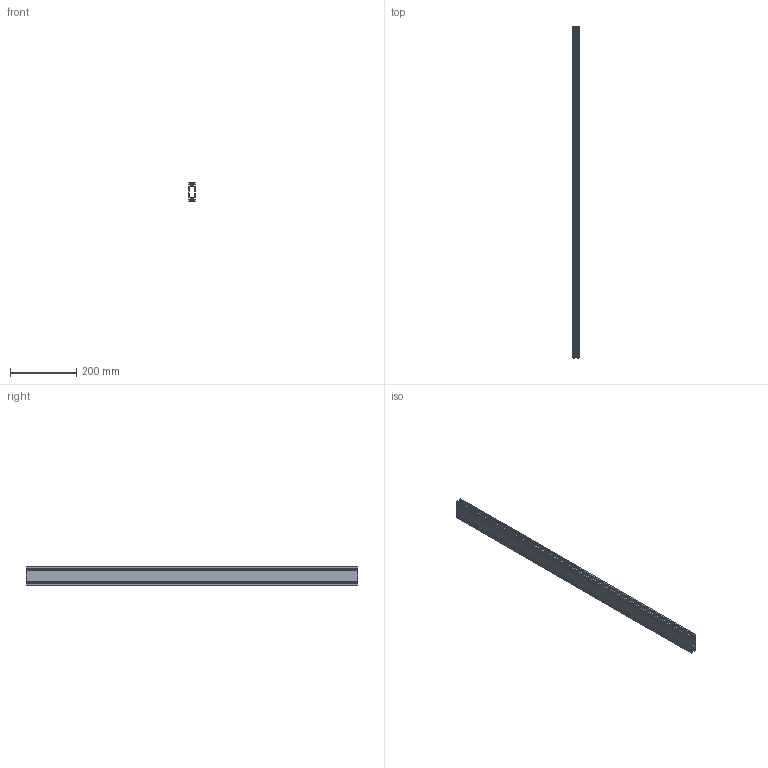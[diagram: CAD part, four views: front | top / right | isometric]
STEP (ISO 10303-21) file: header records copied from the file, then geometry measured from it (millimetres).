
FILE_DESCRIPTION(('STEP AP203'),'1');
FILE_NAME('BASE06B0009.stp','2023-10-13T06:51:15',(' '),(' '),'Spatial InterOp 3D',' ',' ');
FILE_SCHEMA(('CONFIG_CONTROL_DESIGN'));
Length unit declared in the file: millimetre
Products named in the file (1): Profilé 6 60x20
Bounding box: 20 x 1000 x 60 mm (x, y, z)
Volume: 364097.5 mm3; surface area: 401966.7 mm2
Topology: 1 solids, 1 shells, 270 faces, 804 edges, 536 vertices
Faces by surface type: plane 138, cylinder 132
Entity records: 9266 total; most frequent: CARTESIAN_POINT 1611, DIRECTION 1610, ORIENTED_EDGE 1608, EDGE_CURVE 804, LINE 540, VECTOR 540, VERTEX_POINT 536, AXIS2_PLACEMENT_3D 535
